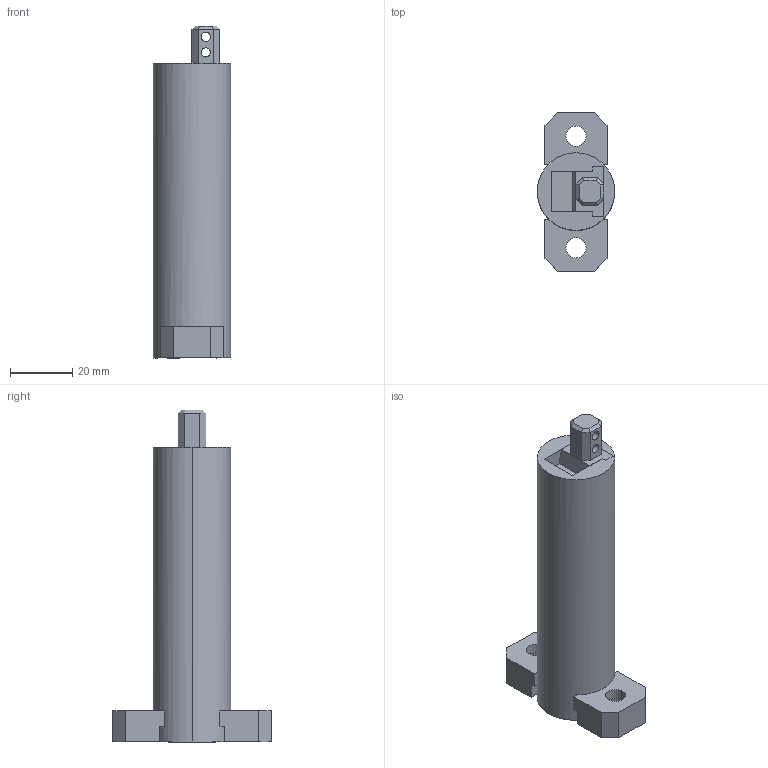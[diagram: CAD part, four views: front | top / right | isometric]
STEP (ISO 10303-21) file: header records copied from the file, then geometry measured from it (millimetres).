
FILE_DESCRIPTION (( 'STEP AP214' ), '1' );
FILE_NAME ('ŠJŽ¦—p_SR05.STEP', '2017-06-23T09:46:00', ( '' ), ( '' ), 'SwSTEP 2.0', 'SolidWorks 2016', '' );
FILE_SCHEMA (( 'AUTOMOTIVE_DESIGN' ));
Length unit declared in the file: millimetre
Products named in the file (5): 開示用_SR05_03_Holdcore; 開示用_SR05_02_Slidecore; 開示用_SR05_01_Holder; 開示用_SR05_04_Keyblock; 開示用_SR05
Assembly tree (4 placements, depth 2):
  開示用_SR05
    開示用_SR05_01_Holder
    開示用_SR05_02_Slidecore
    開示用_SR05_03_Holdcore
    開示用_SR05_04_Keyblock
Bounding box: 25 x 51 x 107 mm (x, y, z)
Volume: 49797.7 mm3; surface area: 16848 mm2
Topology: 5 solids, 5 shells, 106 faces, 261 edges, 169 vertices
Faces by surface type: plane 84, cylinder 18, cone 4
Entity records: 4439 total; most frequent: CARTESIAN_POINT 541, DIRECTION 533, ORIENTED_EDGE 518, EDGE_CURVE 259, VECTOR 211, LINE 211, VERTEX_POINT 169, AXIS2_PLACEMENT_3D 161
